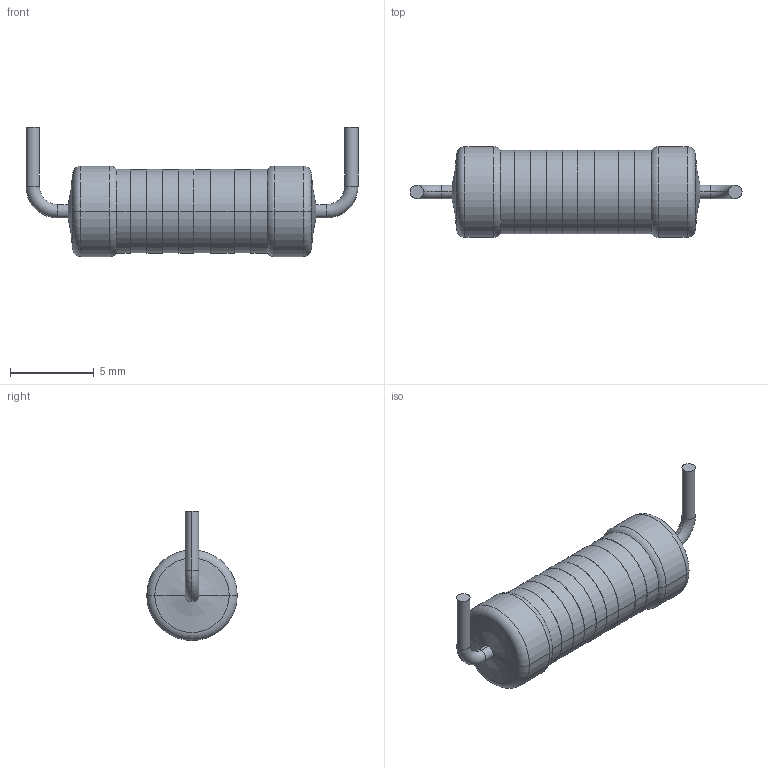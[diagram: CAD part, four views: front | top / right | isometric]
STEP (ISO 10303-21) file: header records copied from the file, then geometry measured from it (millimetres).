
FILE_DESCRIPTION (( 'STEP AP214' ), '1' );
FILE_NAME ('RES 2W.STEP', '2019-08-01T02:22:59', ( '' ), ( '' ), 'SwSTEP 2.0', 'SolidWorks 2016', '' );
FILE_SCHEMA (( 'AUTOMOTIVE_DESIGN' ));
Length unit declared in the file: millimetre
Products named in the file (1): RES 2W
Bounding box: 19.8 x 5.4 x 7.7 mm (x, y, z)
Volume: 302.1 mm3; surface area: 305.3 mm2
Topology: 1 solids, 1 shells, 56 faces, 114 edges, 68 vertices
Faces by surface type: cylinder 30, torus 12, plane 10, bspline 4
Entity records: 2164 total; most frequent: DIRECTION 296, CARTESIAN_POINT 291, ORIENTED_EDGE 228, AXIS2_PLACEMENT_3D 133, EDGE_CURVE 114, CIRCLE 80, VERTEX_POINT 68, EDGE_LOOP 64
